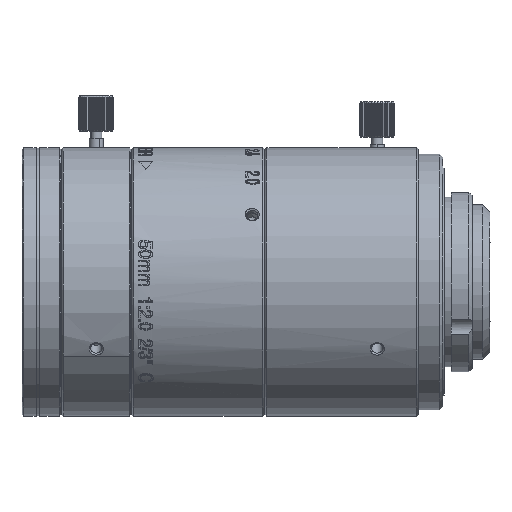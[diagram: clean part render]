
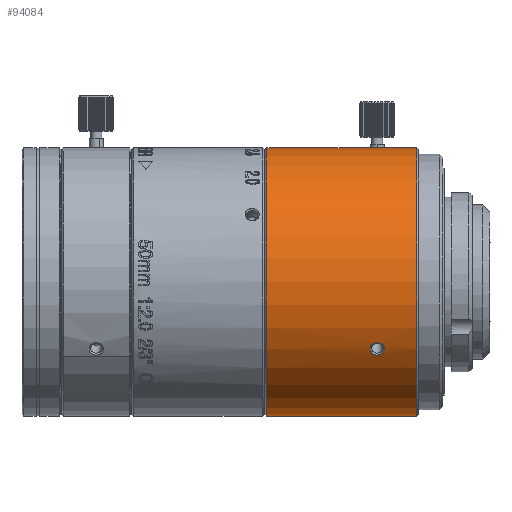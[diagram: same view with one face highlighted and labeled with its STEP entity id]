
A CAD part, top view. The second image highlights one B-rep face of the part: STEP entity #94084.
In plain terms, the highlighted cylindrical face has radius 19 mm (diameter 38 mm), a partial arc.
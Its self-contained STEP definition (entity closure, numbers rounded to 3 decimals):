
#92950=CARTESIAN_POINT('',(1.298,0.,0.));
#92951=DIRECTION('',(1.,0.,0.));
#92952=DIRECTION('',(0.,1.,0.));
#92953=AXIS2_PLACEMENT_3D('',#92950,#92951,#92952);
#92955=CARTESIAN_POINT('',(1.298,0.,0.));
#92956=DIRECTION('',(1.,0.,0.));
#92957=DIRECTION('',(0.,0.,1.));
#92958=AXIS2_PLACEMENT_3D('',#92955,#92956,#92957);
#92964=CARTESIAN_POINT('',(15.968,19.,
0.));
#92965=CARTESIAN_POINT('',(15.968,19.,
0.094));
#92966=CARTESIAN_POINT('',(15.993,18.999,
0.281));
#92967=CARTESIAN_POINT('',(16.113,18.993,
0.552));
#92968=CARTESIAN_POINT('',(16.304,18.985,
0.774));
#92969=CARTESIAN_POINT('',(16.546,18.977,
0.931));
#92970=CARTESIAN_POINT('',(16.822,18.973,1.014));
#92971=CARTESIAN_POINT('',(17.109,18.973,1.014));
#92972=CARTESIAN_POINT('',(17.385,18.977,
0.934));
#92973=CARTESIAN_POINT('',(17.628,18.984,
0.777));
#92974=CARTESIAN_POINT('',(17.819,18.992,
0.557));
#92975=CARTESIAN_POINT('',(17.941,18.998,
0.289));
#92976=CARTESIAN_POINT('',(17.968,19.,
0.096));
#92977=CARTESIAN_POINT('',(17.968,19.,
0.));
#92979=DIRECTION('',(1.,0.,0.));
#92980=VECTOR('',#92979,1.5);
#92981=CARTESIAN_POINT('',(1.698,18.999,0.2));
#92982=LINE('',#92981,#92980);
#92983=CARTESIAN_POINT('',(15.968,-9.5,
16.454));
#92984=CARTESIAN_POINT('',(15.968,-9.593,
16.401));
#92985=CARTESIAN_POINT('',(16.,-9.77,
16.297));
#92986=CARTESIAN_POINT('',(16.146,-10.02,
16.144));
#92987=CARTESIAN_POINT('',(16.372,-10.211,
16.023));
#92988=CARTESIAN_POINT('',(16.655,-10.334,
15.944));
#92989=CARTESIAN_POINT('',(16.968,-10.376,
15.917));
#92990=CARTESIAN_POINT('',(17.282,-10.334,
15.944));
#92991=CARTESIAN_POINT('',(17.565,-10.211,
16.023));
#92992=CARTESIAN_POINT('',(17.793,-10.019,
16.145));
#92993=CARTESIAN_POINT('',(17.93,-9.769,
16.297));
#92994=CARTESIAN_POINT('',(17.982,-9.592,
16.401));
#92995=CARTESIAN_POINT('',(17.968,-9.5,
16.454));
#92997=CARTESIAN_POINT('',(17.968,-9.5,
16.454));
#92998=CARTESIAN_POINT('',(17.968,-9.407,
16.508));
#92999=CARTESIAN_POINT('',(17.936,-9.228,
16.609));
#93000=CARTESIAN_POINT('',(17.79,-8.971,
16.749));
#93001=CARTESIAN_POINT('',(17.565,-8.771,
16.855));
#93002=CARTESIAN_POINT('',(17.281,-8.641,
16.921));
#93003=CARTESIAN_POINT('',(16.968,-8.596,
16.944));
#93004=CARTESIAN_POINT('',(16.654,-8.641,
16.921));
#93005=CARTESIAN_POINT('',(16.371,-8.771,
16.855));
#93006=CARTESIAN_POINT('',(16.145,-8.972,
16.749));
#93007=CARTESIAN_POINT('',(16.,-9.229,
16.609));
#93008=CARTESIAN_POINT('',(15.968,-9.407,
16.508));
#93009=CARTESIAN_POINT('',(15.968,-9.5,
16.454));
#93011=DIRECTION('',(-1.,0.,0.));
#93012=VECTOR('',#93011,12.77);
#93013=CARTESIAN_POINT('',(15.968,19.,
0.));
#93014=LINE('',#93013,#93012);
#93019=DIRECTION('',(-1.,0.,0.));
#93020=VECTOR('',#93019,0.4);
#93021=CARTESIAN_POINT('',(1.698,19.,0.));
#93022=LINE('',#93021,#93020);
#93023=DIRECTION('',(1.,0.,0.));
#93024=VECTOR('',#93023,21.27);
#93025=CARTESIAN_POINT('',(1.298,-19.,0.));
#93026=LINE('',#93025,#93024);
#93027=DIRECTION('',(-1.,0.,0.));
#93028=VECTOR('',#93027,4.6);
#93029=CARTESIAN_POINT('',(22.568,19.,0.));
#93030=LINE('',#93029,#93028);
#93031=CARTESIAN_POINT('',(17.968,19.,
0.));
#93043=CARTESIAN_POINT('',(15.968,19.,
0.));
#93078=CARTESIAN_POINT('',(3.198,0.,0.));
#93079=DIRECTION('',(1.,0.,0.));
#93080=DIRECTION('',(0.,1.,0.));
#93081=AXIS2_PLACEMENT_3D('',#93078,#93079,#93080);
#93105=CARTESIAN_POINT('',(1.698,0.,0.));
#93106=DIRECTION('',(1.,0.,0.));
#93107=DIRECTION('',(0.,1.,0.));
#93108=AXIS2_PLACEMENT_3D('',#93105,#93106,#93107);
#93151=CARTESIAN_POINT('',(22.568,0.,0.));
#93152=DIRECTION('',(-1.,0.,0.));
#93153=DIRECTION('',(0.,-1.,0.));
#93154=AXIS2_PLACEMENT_3D('',#93151,#93152,#93153);
#93156=CARTESIAN_POINT('',(22.568,0.,0.));
#93157=DIRECTION('',(-1.,0.,0.));
#93158=DIRECTION('',(0.,0.,1.));
#93159=AXIS2_PLACEMENT_3D('',#93156,#93157,#93158);
#93539=VERTEX_POINT('',#93031);
#93540=VERTEX_POINT('',#93043);
#93620=CARTESIAN_POINT('',(1.298,-19.,0.));
#93621=VERTEX_POINT('',#93620);
#93624=CARTESIAN_POINT('',(1.298,19.,
0.));
#93625=VERTEX_POINT('',#93624);
#93638=CARTESIAN_POINT('',(1.298,0.,
19.));
#93639=VERTEX_POINT('',#93638);
#93640=CARTESIAN_POINT('',(3.198,19.,0.));
#93641=VERTEX_POINT('',#93640);
#93642=CARTESIAN_POINT('',(22.568,19.,0.));
#93643=VERTEX_POINT('',#93642);
#93644=CARTESIAN_POINT('',(22.568,0.,19.));
#93645=VERTEX_POINT('',#93644);
#93646=CARTESIAN_POINT('',(22.568,-19.,0.));
#93647=VERTEX_POINT('',#93646);
#93648=CARTESIAN_POINT('',(1.698,19.,0.));
#93649=VERTEX_POINT('',#93648);
#93650=CARTESIAN_POINT('',(1.698,18.999,0.2));
#93651=VERTEX_POINT('',#93650);
#93652=CARTESIAN_POINT('',(3.198,18.999,0.2));
#93653=VERTEX_POINT('',#93652);
#93654=VERTEX_POINT('',#92983);
#93655=VERTEX_POINT('',#92995);
#94049=CARTESIAN_POINT('',(11.933,0.,0.));
#94050=DIRECTION('',(1.,0.,0.));
#94051=DIRECTION('',(0.,1.,0.));
#94052=AXIS2_PLACEMENT_3D('',#94049,#94050,#94051);
#94053=CYLINDRICAL_SURFACE('',#94052,19.);
#94055=ORIENTED_EDGE('',*,*,#94054,.F.);
#94057=ORIENTED_EDGE('',*,*,#94056,.T.);
#94059=ORIENTED_EDGE('',*,*,#94058,.F.);
#94061=ORIENTED_EDGE('',*,*,#94060,.F.);
#94063=ORIENTED_EDGE('',*,*,#94062,.F.);
#94065=ORIENTED_EDGE('',*,*,#94064,.F.);
#94066=ORIENTED_EDGE('',*,*,#94040,.F.);
#94067=ORIENTED_EDGE('',*,*,#94038,.F.);
#94069=ORIENTED_EDGE('',*,*,#94068,.F.);
#94071=ORIENTED_EDGE('',*,*,#94070,.T.);
#94073=ORIENTED_EDGE('',*,*,#94072,.T.);
#94075=ORIENTED_EDGE('',*,*,#94074,.F.);
#94076=EDGE_LOOP('',(#94055,#94057,#94059,#94061,#94063,#94065,#94066,#94067,
#94069,#94071,#94073,#94075));
#94077=FACE_OUTER_BOUND('',#94076,.F.);
#94079=ORIENTED_EDGE('',*,*,#94078,.T.);
#94081=ORIENTED_EDGE('',*,*,#94080,.T.);
#94082=EDGE_LOOP('',(#94079,#94081));
#94083=FACE_BOUND('',#94082,.F.);
#92954=CIRCLE('',#92953,19.);
#92959=CIRCLE('',#92958,19.);
#92978=B_SPLINE_CURVE_WITH_KNOTS('',3,(#92964,#92965,#92966,#92967,#92968,
#92969,#92970,#92971,#92972,#92973,#92974,#92975,#92976,#92977),.UNSPECIFIED.,
.F.,.F.,(4,1,1,1,1,1,1,1,1,1,1,4),(0.,0.091,0.182,
0.273,0.364,0.455,0.545,
0.636,0.727,0.818,0.909,1.),
.UNSPECIFIED.);
#92996=B_SPLINE_CURVE_WITH_KNOTS('',3,(#92983,#92984,#92985,#92986,#92987,
#92988,#92989,#92990,#92991,#92992,#92993,#92994,#92995),.UNSPECIFIED.,.F.,.F.,(
4,1,1,1,1,1,1,1,1,1,4),(0.,0.1,0.2,0.3,0.4,0.5,0.6,0.7,0.8,
0.9,1.),.UNSPECIFIED.);
#93010=B_SPLINE_CURVE_WITH_KNOTS('',3,(#92997,#92998,#92999,#93000,#93001,
#93002,#93003,#93004,#93005,#93006,#93007,#93008,#93009),.UNSPECIFIED.,.F.,.F.,(
4,1,1,1,1,1,1,1,1,1,4),(0.,0.1,0.2,0.3,0.4,0.5,0.6,0.7,0.8,
0.9,1.),.UNSPECIFIED.);
#93082=CIRCLE('',#93081,19.);
#93109=CIRCLE('',#93108,19.);
#93155=CIRCLE('',#93154,19.);
#93160=CIRCLE('',#93159,19.);
#94038=EDGE_CURVE('',#93625,#93639,#92954,.T.);
#94040=EDGE_CURVE('',#93639,#93621,#92959,.T.);
#94054=EDGE_CURVE('',#93540,#93641,#93014,.T.);
#94056=EDGE_CURVE('',#93540,#93539,#92978,.T.);
#94058=EDGE_CURVE('',#93643,#93539,#93030,.T.);
#94060=EDGE_CURVE('',#93645,#93643,#93160,.T.);
#94062=EDGE_CURVE('',#93647,#93645,#93155,.T.);
#94064=EDGE_CURVE('',#93621,#93647,#93026,.T.);
#94068=EDGE_CURVE('',#93649,#93625,#93022,.T.);
#94070=EDGE_CURVE('',#93649,#93651,#93109,.T.);
#94072=EDGE_CURVE('',#93651,#93653,#92982,.T.);
#94074=EDGE_CURVE('',#93641,#93653,#93082,.T.);
#94078=EDGE_CURVE('',#93654,#93655,#92996,.T.);
#94080=EDGE_CURVE('',#93655,#93654,#93010,.T.);
#94084=ADVANCED_FACE('',(#94077,#94083),#94053,.T.);
